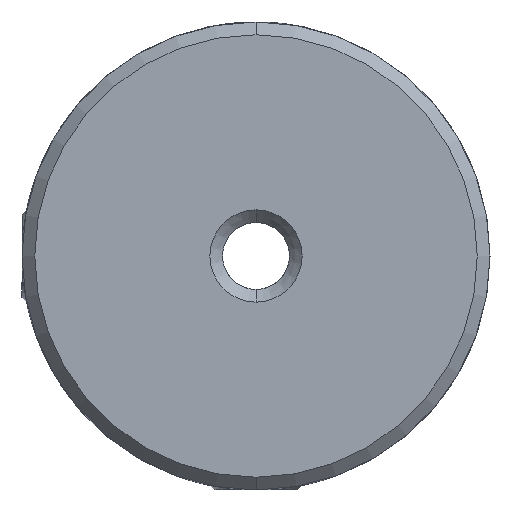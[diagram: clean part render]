
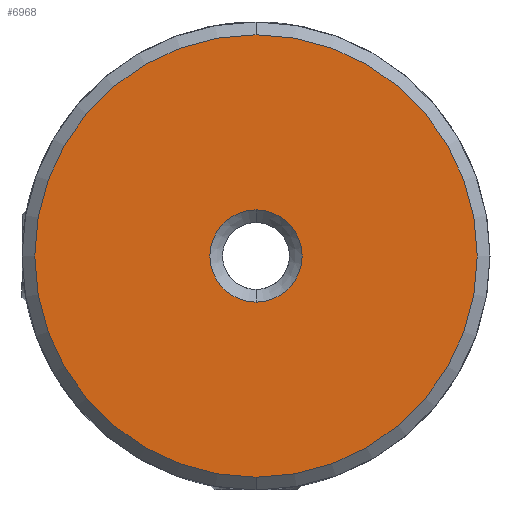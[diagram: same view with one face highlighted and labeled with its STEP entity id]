
A CAD part, left-side view. The second image highlights one B-rep face of the part: STEP entity #6968.
In plain terms, the highlighted planar face has unit normal (-1, 0, 0).
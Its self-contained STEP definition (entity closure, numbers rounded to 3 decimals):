
#88 = CARTESIAN_POINT ( 'NONE',  ( -11., 0., 0. ) ) ;
#100 = CARTESIAN_POINT ( 'NONE',  ( -11., 0., 0. ) ) ;
#101 = DIRECTION ( 'NONE',  ( 1., 0., 0. ) ) ;
#102 = DIRECTION ( 'NONE',  ( 0., 0., -1. ) ) ;
#107 = DIRECTION ( 'NONE',  ( -1., 0., 0. ) ) ;
#108 = DIRECTION ( 'NONE',  ( 0., 0., -1. ) ) ;
#462 = AXIS2_PLACEMENT_3D ( 'NONE', #2517, #2520, #2521 ) ;
#1220 = CARTESIAN_POINT ( 'NONE',  ( -11., 0., 1.381 ) ) ;
#1221 = CARTESIAN_POINT ( 'NONE',  ( -11., 0., -1.381 ) ) ;
#1222 = CARTESIAN_POINT ( 'NONE',  ( -11., 0., 6.619 ) ) ;
#1223 = CARTESIAN_POINT ( 'NONE',  ( -11., 0., -6.619 ) ) ;
#1749 = FACE_OUTER_BOUND ( 'NONE', #7261, .T. ) ;
#1756 = FACE_BOUND ( 'NONE', #7262, .T. ) ;
#2517 = CARTESIAN_POINT ( 'NONE',  ( -11., 0., 0. ) ) ;
#2518 = PLANE ( 'NONE',  #462 ) ;
#2520 = DIRECTION ( 'NONE',  ( -1., 0., 0. ) ) ;
#2521 = DIRECTION ( 'NONE',  ( 0., 0., -1. ) ) ;
#5797 = EDGE_CURVE ( 'NONE', #6780, #6781, #9706, .T. ) ;
#5825 = EDGE_CURVE ( 'NONE', #6782, #6783, #9743, .T. ) ;
#5890 = EDGE_CURVE ( 'NONE', #6783, #6782, #9807, .T. ) ;
#5892 = EDGE_CURVE ( 'NONE', #6781, #6780, #9810, .T. ) ;
#6780 = VERTEX_POINT ( 'NONE', #1220 ) ;
#6781 = VERTEX_POINT ( 'NONE', #1221 ) ;
#6782 = VERTEX_POINT ( 'NONE', #1222 ) ;
#6783 = VERTEX_POINT ( 'NONE', #1223 ) ;
#6968 = ADVANCED_FACE ( 'NONE', ( #1749, #1756 ), #2518, .T. ) ;
#7261 = EDGE_LOOP ( 'NONE', ( #7467, #7468 ) ) ;
#7262 = EDGE_LOOP ( 'NONE', ( #7469, #7470 ) ) ;
#7467 = ORIENTED_EDGE ( 'NONE', *, *, #5825, .F. ) ;
#7468 = ORIENTED_EDGE ( 'NONE', *, *, #5890, .F. ) ;
#7469 = ORIENTED_EDGE ( 'NONE', *, *, #5892, .F. ) ;
#7470 = ORIENTED_EDGE ( 'NONE', *, *, #5797, .F. ) ;
#9218 = AXIS2_PLACEMENT_3D ( 'NONE', #10915, #10916, #10917 ) ;
#9234 = AXIS2_PLACEMENT_3D ( 'NONE', #10998, #11000, #11001 ) ;
#9267 = AXIS2_PLACEMENT_3D ( 'NONE', #100, #101, #102 ) ;
#9268 = AXIS2_PLACEMENT_3D ( 'NONE', #88, #107, #108 ) ;
#9706 = CIRCLE ( 'NONE', #9218, 1.381 ) ;
#9743 = CIRCLE ( 'NONE', #9234, 6.619 ) ;
#9807 = CIRCLE ( 'NONE', #9267, 6.619 ) ;
#9810 = CIRCLE ( 'NONE', #9268, 1.381 ) ;
#10915 = CARTESIAN_POINT ( 'NONE',  ( -11., 0., 0. ) ) ;
#10916 = DIRECTION ( 'NONE',  ( -1., 0., 0. ) ) ;
#10917 = DIRECTION ( 'NONE',  ( 0., 0., -1. ) ) ;
#10998 = CARTESIAN_POINT ( 'NONE',  ( -11., 0., 0. ) ) ;
#11000 = DIRECTION ( 'NONE',  ( 1., 0., 0. ) ) ;
#11001 = DIRECTION ( 'NONE',  ( 0., 0., -1. ) ) ;
